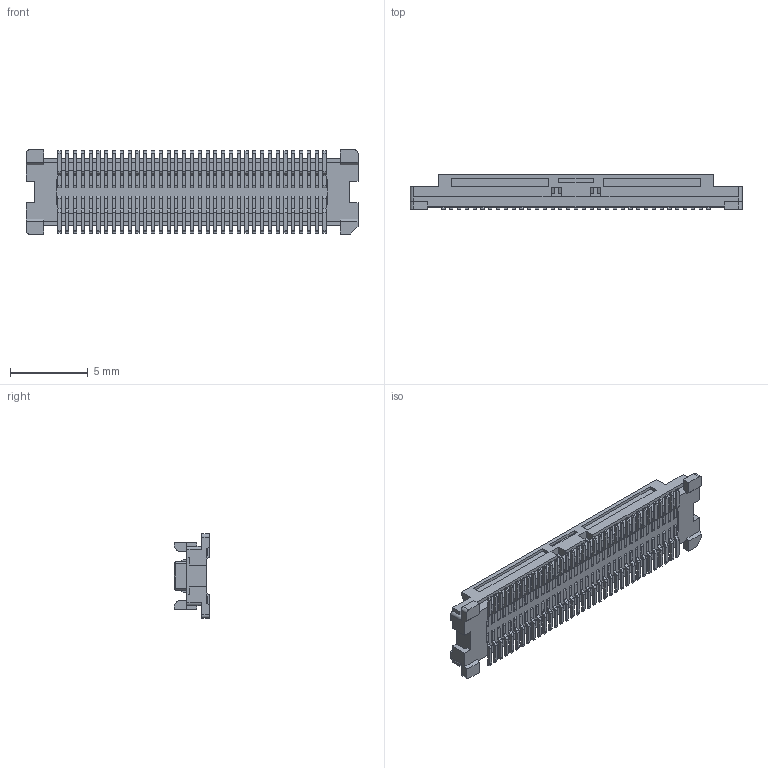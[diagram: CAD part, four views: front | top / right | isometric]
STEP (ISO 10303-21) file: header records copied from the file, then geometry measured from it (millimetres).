
FILE_DESCRIPTION( ( 'STEP AP214' ), '1' );
FILE_NAME( 'psolqas_76880_0.stp', '2021-10-18T07:42:04', ( 'License CC BY-ND 4.0' ), ( 'CADENAS' ), ' ', 'PARTsolutions', ' ' );
FILE_SCHEMA( ( 'AUTOMOTIVE_DESIGN { 1 0 10303 214 1 1 1 1 }' ) );
Length unit declared in the file: metre
Products named in the file (1): 1
Bounding box: 21.3 x 2.3 x 5.4 mm (x, y, z)
Volume: 120.6 mm3; surface area: 535.8 mm2
Topology: 1 solids, 1 shells, 1734 faces, 4954 edges, 3288 vertices
Faces by surface type: plane 1291, cylinder 439, sphere 4
Entity records: 56485 total; most frequent: CARTESIAN_POINT 10015, ORIENTED_EDGE 9908, DIRECTION 9298, EDGE_CURVE 4954, LINE 4072, VECTOR 4072, VERTEX_POINT 3288, AXIS2_PLACEMENT_3D 2613
